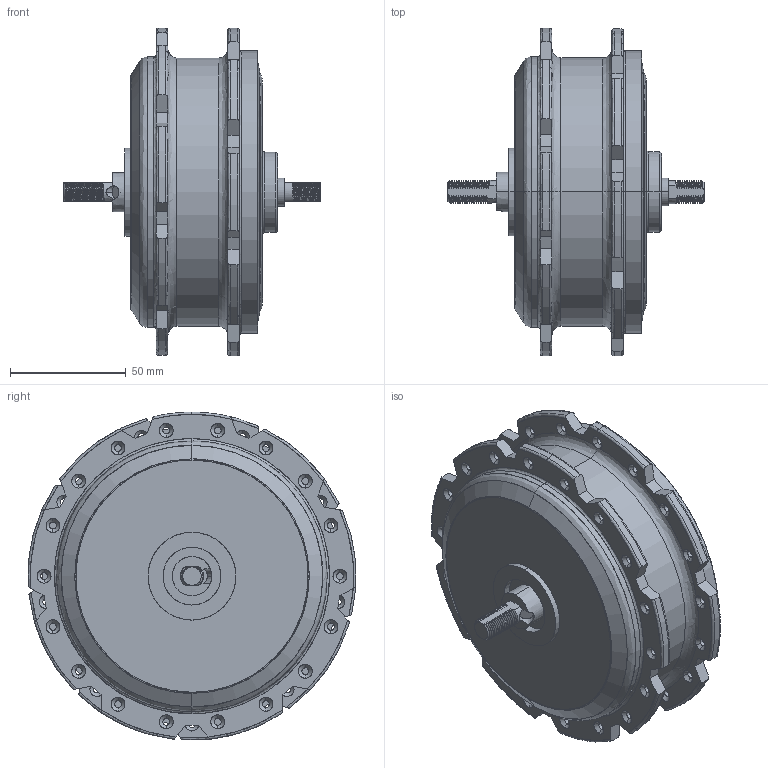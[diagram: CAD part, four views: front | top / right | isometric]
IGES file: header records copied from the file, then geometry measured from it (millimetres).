
Start section: SolidWorks IGES file using analytic representation for surfaces
Global section: file name: MSOFP_74.IGS; native system: SolidWorks 2014; preprocessor: SolidWorks 2014; author: Justin; date: 190909.032230; units: millimetre
Bounding box: 111.01 x 141.75 x 141.87 mm (x, y, z)
Surface area: 62166 mm2 (no closed solid volume)
Topology: 0 solids, 0 shells, 642 faces, 9096 edges, 9096 vertices
Faces by surface type: revolution 336, bspline 306
